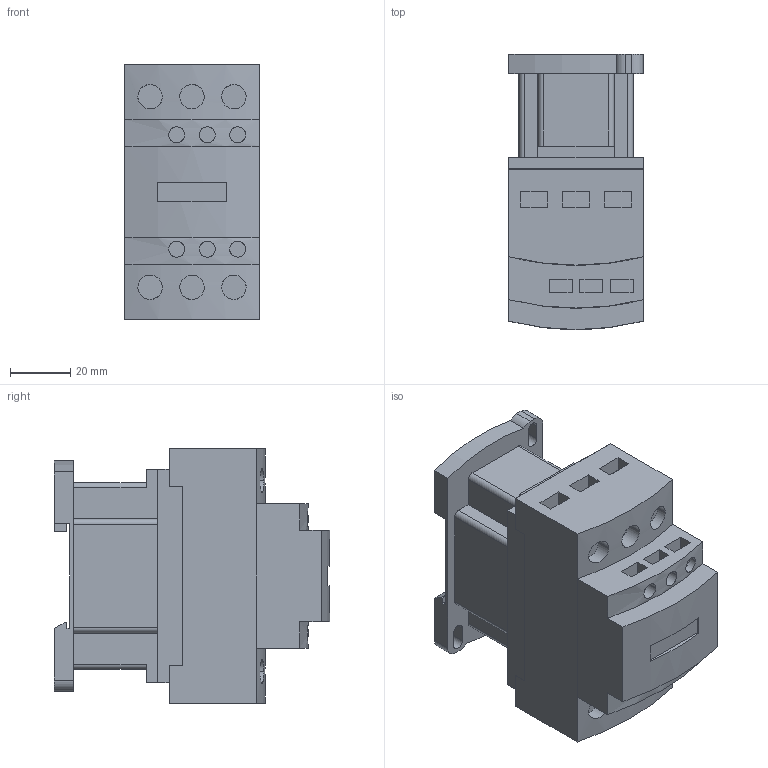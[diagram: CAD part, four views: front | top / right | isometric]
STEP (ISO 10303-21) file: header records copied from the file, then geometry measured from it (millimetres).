
FILE_DESCRIPTION(('starvars output'),'2;1');
FILE_NAME('LC1D32Q7_3D.stp','09:32:25 2020/03/31',( 'Thomas Industrial Network Germany GmbH'),( 'Thomas Industrial Network Germany GmbH'),'unknown preprocess','ACIS' ,'unknown authorization');
FILE_SCHEMA(('AUTOMOTIVE_DESIGN_CC2 {UNKNOWN IMPLEMENTATION LEVEL}'));
Length unit declared in the file: millimetre
Products named in the file (3): PRODUCT_ID_355; PRODUCT_ID_356; PRODUCT_ID_357
Bounding box: 44.7 x 91.69 x 84.84 mm (x, y, z)
Volume: 238263.4 mm3; surface area: 44432.7 mm2
Topology: 3 solids, 3 shells, 199 faces, 502 edges, 336 vertices
Faces by surface type: plane 151, cylinder 48
Entity records: 7847 total; most frequent: CARTESIAN_POINT 1387, ORIENTED_EDGE 1004, DIRECTION 844, EDGE_CURVE 502, VECTOR 378, LINE 378, VERTEX_POINT 336, AXIS2_PLACEMENT_3D 233
